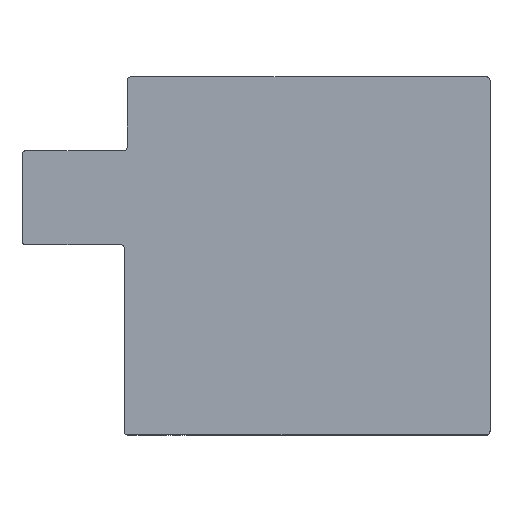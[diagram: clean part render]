
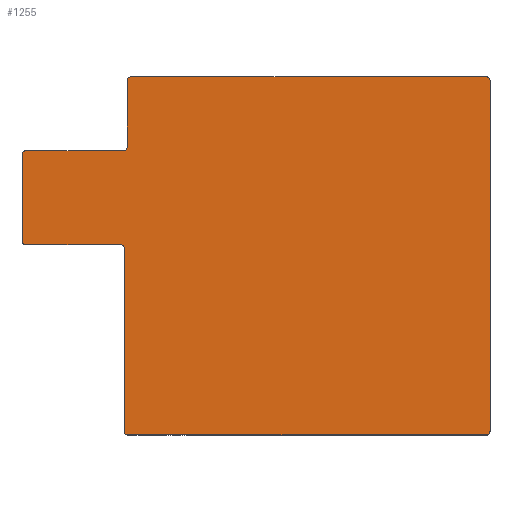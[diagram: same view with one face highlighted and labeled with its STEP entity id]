
A CAD part, top view. The second image highlights one B-rep face of the part: STEP entity #1255.
In plain terms, the highlighted planar face has unit normal (0, 0, 1).
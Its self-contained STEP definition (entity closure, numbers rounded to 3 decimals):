
#32=PLANE('',#1386);
#82=FACE_OUTER_BOUND('',#155,.T.);
#155=EDGE_LOOP('',(#999,#1000,#1001,#1002,#1003,#1004,#1005,#1006,#1007,
#1008,#1009,#1010,#1011,#1012,#1013,#1014));
#204=LINE('',#1857,#327);
#209=LINE('',#1872,#332);
#276=LINE('',#2090,#399);
#277=LINE('',#2094,#400);
#278=LINE('',#2098,#401);
#279=LINE('',#2101,#402);
#280=LINE('',#2105,#403);
#281=LINE('',#2108,#404);
#327=VECTOR('',#1462,10.);
#332=VECTOR('',#1475,10.);
#399=VECTOR('',#1674,10.);
#400=VECTOR('',#1677,10.);
#401=VECTOR('',#1680,10.);
#402=VECTOR('',#1683,10.);
#403=VECTOR('',#1686,10.);
#404=VECTOR('',#1689,10.);
#446=CIRCLE('',#1315,1.);
#448=CIRCLE('',#1319,1.);
#492=CIRCLE('',#1385,1.);
#493=CIRCLE('',#1387,1.);
#494=CIRCLE('',#1388,1.);
#495=CIRCLE('',#1389,1.);
#496=CIRCLE('',#1390,1.);
#497=CIRCLE('',#1391,1.);
#512=VERTEX_POINT('',#1845);
#513=VERTEX_POINT('',#1847);
#516=VERTEX_POINT('',#1855);
#519=VERTEX_POINT('',#1862);
#520=VERTEX_POINT('',#1864);
#522=VERTEX_POINT('',#1870);
#606=VERTEX_POINT('',#2085);
#607=VERTEX_POINT('',#2089);
#608=VERTEX_POINT('',#2091);
#609=VERTEX_POINT('',#2093);
#610=VERTEX_POINT('',#2095);
#611=VERTEX_POINT('',#2097);
#612=VERTEX_POINT('',#2099);
#613=VERTEX_POINT('',#2102);
#614=VERTEX_POINT('',#2104);
#615=VERTEX_POINT('',#2106);
#637=EDGE_CURVE('',#512,#513,#446,.T.);
#642=EDGE_CURVE('',#512,#516,#204,.T.);
#645=EDGE_CURVE('',#519,#520,#448,.T.);
#649=EDGE_CURVE('',#519,#522,#209,.T.);
#758=EDGE_CURVE('',#606,#516,#492,.T.);
#760=EDGE_CURVE('',#606,#607,#276,.T.);
#761=EDGE_CURVE('',#608,#607,#493,.T.);
#762=EDGE_CURVE('',#608,#609,#277,.T.);
#763=EDGE_CURVE('',#610,#609,#494,.T.);
#764=EDGE_CURVE('',#610,#611,#278,.T.);
#765=EDGE_CURVE('',#612,#611,#495,.T.);
#766=EDGE_CURVE('',#612,#520,#279,.T.);
#767=EDGE_CURVE('',#613,#522,#496,.T.);
#768=EDGE_CURVE('',#613,#614,#280,.T.);
#769=EDGE_CURVE('',#615,#614,#497,.T.);
#770=EDGE_CURVE('',#615,#513,#281,.T.);
#999=ORIENTED_EDGE('',*,*,#758,.F.);
#1000=ORIENTED_EDGE('',*,*,#760,.T.);
#1001=ORIENTED_EDGE('',*,*,#761,.F.);
#1002=ORIENTED_EDGE('',*,*,#762,.T.);
#1003=ORIENTED_EDGE('',*,*,#763,.F.);
#1004=ORIENTED_EDGE('',*,*,#764,.T.);
#1005=ORIENTED_EDGE('',*,*,#765,.F.);
#1006=ORIENTED_EDGE('',*,*,#766,.T.);
#1007=ORIENTED_EDGE('',*,*,#645,.F.);
#1008=ORIENTED_EDGE('',*,*,#649,.T.);
#1009=ORIENTED_EDGE('',*,*,#767,.F.);
#1010=ORIENTED_EDGE('',*,*,#768,.T.);
#1011=ORIENTED_EDGE('',*,*,#769,.F.);
#1012=ORIENTED_EDGE('',*,*,#770,.T.);
#1013=ORIENTED_EDGE('',*,*,#637,.F.);
#1014=ORIENTED_EDGE('',*,*,#642,.T.);
#1255=ADVANCED_FACE('',(#82),#32,.T.);
#1315=AXIS2_PLACEMENT_3D('',#1848,#1454,#1455);
#1319=AXIS2_PLACEMENT_3D('',#1865,#1468,#1469);
#1385=AXIS2_PLACEMENT_3D('',#2086,#1669,#1670);
#1386=AXIS2_PLACEMENT_3D('',#2088,#1672,#1673);
#1387=AXIS2_PLACEMENT_3D('',#2092,#1675,#1676);
#1388=AXIS2_PLACEMENT_3D('',#2096,#1678,#1679);
#1389=AXIS2_PLACEMENT_3D('',#2100,#1681,#1682);
#1390=AXIS2_PLACEMENT_3D('',#2103,#1684,#1685);
#1391=AXIS2_PLACEMENT_3D('',#2107,#1687,#1688);
#1454=DIRECTION('center_axis',(0.,0.,1.));
#1455=DIRECTION('ref_axis',(0.707,0.707,0.));
#1462=DIRECTION('',(0.,-1.,0.));
#1468=DIRECTION('center_axis',(0.,0.,1.));
#1469=DIRECTION('ref_axis',(0.707,-0.707,0.));
#1475=DIRECTION('',(-1.,0.,0.));
#1669=DIRECTION('center_axis',(0.,0.,-1.));
#1670=DIRECTION('ref_axis',(-0.707,-0.707,0.));
#1672=DIRECTION('center_axis',(0.,0.,1.));
#1673=DIRECTION('ref_axis',(1.,0.,0.));
#1674=DIRECTION('',(1.,0.,0.));
#1675=DIRECTION('center_axis',(0.,0.,-1.));
#1676=DIRECTION('ref_axis',(0.707,-0.707,0.));
#1677=DIRECTION('',(0.,1.,0.));
#1678=DIRECTION('center_axis',(0.,0.,-1.));
#1679=DIRECTION('ref_axis',(0.707,0.707,0.));
#1680=DIRECTION('',(-1.,0.,0.));
#1681=DIRECTION('center_axis',(0.,0.,-1.));
#1682=DIRECTION('ref_axis',(-0.707,0.707,0.));
#1683=DIRECTION('',(0.,-1.,0.));
#1684=DIRECTION('center_axis',(0.,0.,-1.));
#1685=DIRECTION('ref_axis',(-0.707,0.707,0.));
#1686=DIRECTION('',(0.,-1.,0.));
#1687=DIRECTION('center_axis',(0.,0.,-1.));
#1688=DIRECTION('ref_axis',(-0.707,-0.707,0.));
#1689=DIRECTION('',(1.,0.,0.));
#1845=CARTESIAN_POINT('',(-134.194,-79.997,31.369));
#1847=CARTESIAN_POINT('',(-135.194,-78.997,31.369));
#1848=CARTESIAN_POINT('Origin',(-135.194,-79.997,31.369));
#1855=CARTESIAN_POINT('',(-134.194,-130.785,31.369));
#1857=CARTESIAN_POINT('',(-134.194,-87.705,31.369));
#1862=CARTESIAN_POINT('',(-134.354,-53.005,31.369));
#1864=CARTESIAN_POINT('',(-133.354,-52.005,31.369));
#1865=CARTESIAN_POINT('Origin',(-134.354,-52.005,31.369));
#1870=CARTESIAN_POINT('',(-161.504,-53.005,31.369));
#1872=CARTESIAN_POINT('',(-159.504,-53.005,31.369));
#2085=CARTESIAN_POINT('',(-133.194,-131.785,31.369));
#2086=CARTESIAN_POINT('Origin',(-133.194,-130.785,31.369));
#2088=CARTESIAN_POINT('Origin',(-151.136,-66.147,31.369));
#2089=CARTESIAN_POINT('',(-33.734,-131.785,31.369));
#2090=CARTESIAN_POINT('',(-32.734,-131.785,31.369));
#2091=CARTESIAN_POINT('',(-32.734,-130.785,31.369));
#2092=CARTESIAN_POINT('Origin',(-33.734,-130.785,31.369));
#2093=CARTESIAN_POINT('',(-32.734,-33.485,31.369));
#2094=CARTESIAN_POINT('',(-32.734,-32.485,31.369));
#2095=CARTESIAN_POINT('',(-33.734,-32.485,31.369));
#2096=CARTESIAN_POINT('Origin',(-33.734,-33.485,31.369));
#2097=CARTESIAN_POINT('',(-132.354,-32.485,31.369));
#2098=CARTESIAN_POINT('',(-133.354,-32.485,31.369));
#2099=CARTESIAN_POINT('',(-133.354,-33.485,31.369));
#2100=CARTESIAN_POINT('Origin',(-132.354,-33.485,31.369));
#2101=CARTESIAN_POINT('',(-133.354,-53.005,31.369));
#2102=CARTESIAN_POINT('',(-162.504,-54.005,31.369));
#2103=CARTESIAN_POINT('Origin',(-161.504,-54.005,31.369));
#2104=CARTESIAN_POINT('',(-162.504,-77.997,31.369));
#2105=CARTESIAN_POINT('',(-162.504,-92.705,31.369));
#2106=CARTESIAN_POINT('',(-161.504,-78.997,31.369));
#2107=CARTESIAN_POINT('Origin',(-161.504,-77.997,31.369));
#2108=CARTESIAN_POINT('',(-134.194,-78.997,31.369));
